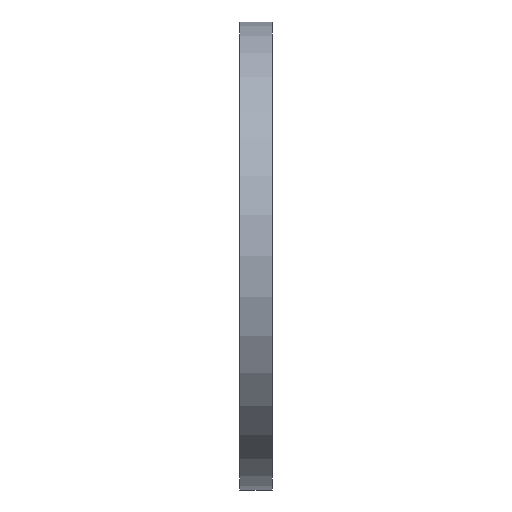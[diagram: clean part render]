
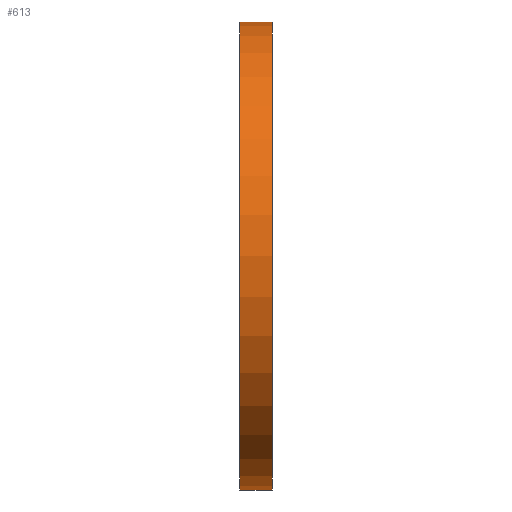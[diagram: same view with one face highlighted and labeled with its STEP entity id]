
A CAD part, left-side view. The second image highlights one B-rep face of the part: STEP entity #613.
In plain terms, the highlighted cylindrical face has radius 230 mm (diameter 460 mm), a partial arc.
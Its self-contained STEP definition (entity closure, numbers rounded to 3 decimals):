
#18 = DIRECTION ( 'NONE',  ( 0., 0., 1. ) ) ;
#97 = VECTOR ( 'NONE', #569, 1000. ) ;
#138 = ORIENTED_EDGE ( 'NONE', *, *, #342, .F. ) ;
#170 = LINE ( 'NONE', #531, #882 ) ;
#199 = EDGE_CURVE ( 'NONE', #603, #982, #1145, .T. ) ;
#220 = DIRECTION ( 'NONE',  ( 0., 1., 0. ) ) ;
#296 = CARTESIAN_POINT ( 'NONE',  ( 0., 0., -230. ) ) ;
#342 = EDGE_CURVE ( 'NONE', #1088, #603, #589, .T. ) ;
#344 = ORIENTED_EDGE ( 'NONE', *, *, #688, .T. ) ;
#360 = ORIENTED_EDGE ( 'NONE', *, *, #689, .T. ) ;
#384 = CIRCLE ( 'NONE', #840, 230. ) ;
#451 = EDGE_LOOP ( 'NONE', ( #138, #360, #344, #690 ) ) ;
#452 = CARTESIAN_POINT ( 'NONE',  ( 0., 34.695, 0. ) ) ;
#472 = AXIS2_PLACEMENT_3D ( 'NONE', #739, #220, #1108 ) ;
#528 = CARTESIAN_POINT ( 'NONE',  ( 0., 32., 230. ) ) ;
#531 = CARTESIAN_POINT ( 'NONE',  ( 0., 34.695, 230. ) ) ;
#535 = FACE_OUTER_BOUND ( 'NONE', #451, .T. ) ;
#552 = DIRECTION ( 'NONE',  ( 0., 0., 1. ) ) ;
#560 = AXIS2_PLACEMENT_3D ( 'NONE', #452, #626, #552 ) ;
#569 = DIRECTION ( 'NONE',  ( 0., 1., 0. ) ) ;
#589 = LINE ( 'NONE', #653, #97 ) ;
#603 = VERTEX_POINT ( 'NONE', #809 ) ;
#605 = CARTESIAN_POINT ( 'NONE',  ( 0., 0., 230. ) ) ;
#613 = ADVANCED_FACE ( 'NONE', ( #535 ), #1007, .T. ) ;
#626 = DIRECTION ( 'NONE',  ( 0., 1., 0. ) ) ;
#653 = CARTESIAN_POINT ( 'NONE',  ( 0., 34.695, -230. ) ) ;
#688 = EDGE_CURVE ( 'NONE', #865, #982, #170, .T. ) ;
#689 = EDGE_CURVE ( 'NONE', #1088, #865, #384, .T. ) ;
#690 = ORIENTED_EDGE ( 'NONE', *, *, #199, .F. ) ;
#739 = CARTESIAN_POINT ( 'NONE',  ( 0., 32., 0. ) ) ;
#805 = CARTESIAN_POINT ( 'NONE',  ( 0., 0., 0. ) ) ;
#809 = CARTESIAN_POINT ( 'NONE',  ( 0., 32., -230. ) ) ;
#832 = DIRECTION ( 'NONE',  ( 0., 1., 0. ) ) ;
#840 = AXIS2_PLACEMENT_3D ( 'NONE', #805, #832, #18 ) ;
#865 = VERTEX_POINT ( 'NONE', #605 ) ;
#882 = VECTOR ( 'NONE', #896, 1000. ) ;
#896 = DIRECTION ( 'NONE',  ( 0., 1., 0. ) ) ;
#982 = VERTEX_POINT ( 'NONE', #528 ) ;
#1007 = CYLINDRICAL_SURFACE ( 'NONE', #560, 230. ) ;
#1088 = VERTEX_POINT ( 'NONE', #296 ) ;
#1108 = DIRECTION ( 'NONE',  ( 0., 0., 1. ) ) ;
#1145 = CIRCLE ( 'NONE', #472, 230. ) ;
